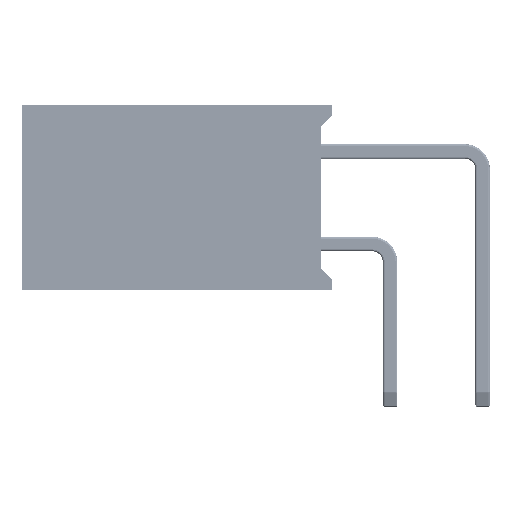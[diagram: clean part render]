
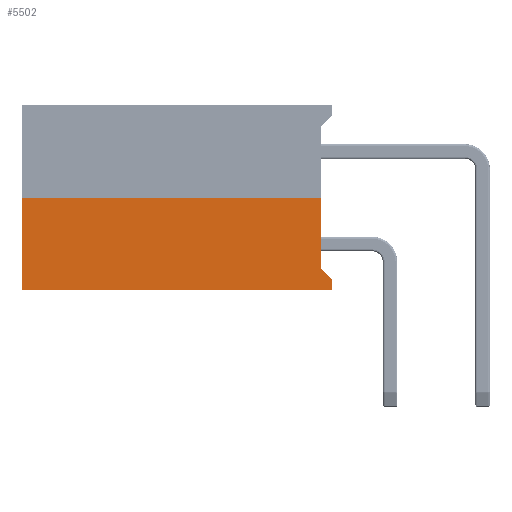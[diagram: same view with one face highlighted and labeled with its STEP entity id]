
A CAD part, left-side view. The second image highlights one B-rep face of the part: STEP entity #5502.
In plain terms, the highlighted planar face has unit normal (-1, 0, 0).
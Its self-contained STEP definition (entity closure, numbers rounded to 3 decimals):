
#467=PLANE('',#6081);
#718=FACE_OUTER_BOUND('',#1045,.T.);
#1045=EDGE_LOOP('',(#4223,#4224,#4225,#4226,#4227,#4228));
#1407=LINE('',#9213,#1791);
#1411=LINE('',#9220,#1795);
#1422=LINE('',#9244,#1806);
#1425=LINE('',#9250,#1809);
#1426=LINE('',#9252,#1810);
#1427=LINE('',#9253,#1811);
#1791=VECTOR('',#7374,10.);
#1795=VECTOR('',#7380,10.);
#1806=VECTOR('',#7403,10.);
#1809=VECTOR('',#7408,10.);
#1810=VECTOR('',#7409,10.);
#1811=VECTOR('',#7410,10.);
#2495=VERTEX_POINT('',#9210);
#2496=VERTEX_POINT('',#9212);
#2498=VERTEX_POINT('',#9218);
#2505=VERTEX_POINT('',#9243);
#2507=VERTEX_POINT('',#9249);
#2508=VERTEX_POINT('',#9251);
#3079=EDGE_CURVE('',#2495,#2496,#1407,.T.);
#3083=EDGE_CURVE('',#2495,#2498,#1411,.T.);
#3096=EDGE_CURVE('',#2505,#2496,#1422,.T.);
#3099=EDGE_CURVE('',#2498,#2507,#1425,.T.);
#3100=EDGE_CURVE('',#2508,#2507,#1426,.T.);
#3101=EDGE_CURVE('',#2505,#2508,#1427,.T.);
#4223=ORIENTED_EDGE('',*,*,#3083,.T.);
#4224=ORIENTED_EDGE('',*,*,#3099,.T.);
#4225=ORIENTED_EDGE('',*,*,#3100,.F.);
#4226=ORIENTED_EDGE('',*,*,#3101,.F.);
#4227=ORIENTED_EDGE('',*,*,#3096,.T.);
#4228=ORIENTED_EDGE('',*,*,#3079,.F.);
#5502=ADVANCED_FACE('',(#718),#467,.T.);
#6081=AXIS2_PLACEMENT_3D('',#9248,#7406,#7407);
#7374=DIRECTION('',(0.,-0.707,-0.707));
#7380=DIRECTION('',(0.,0.,1.));
#7403=DIRECTION('',(0.,0.,1.));
#7406=DIRECTION('center_axis',(-1.,0.,0.));
#7407=DIRECTION('ref_axis',(0.,0.,
1.));
#7408=DIRECTION('',(0.,1.,0.));
#7409=DIRECTION('',(0.,0.,1.));
#7410=DIRECTION('',(0.,1.,0.));
#9210=CARTESIAN_POINT('',(-1.27,1.9,0.6));
#9212=CARTESIAN_POINT('',(-1.27,1.6,0.3));
#9213=CARTESIAN_POINT('',(-1.27,1.6,0.3));
#9218=CARTESIAN_POINT('',(-1.27,1.9,2.54));
#9220=CARTESIAN_POINT('',(-1.27,1.9,0.635));
#9243=CARTESIAN_POINT('',(-1.27,1.6,0.));
#9244=CARTESIAN_POINT('',(-1.27,1.6,0.));
#9248=CARTESIAN_POINT('Origin',(-1.27,1.6,0.));
#9249=CARTESIAN_POINT('',(-1.27,10.1,2.54));
#9250=CARTESIAN_POINT('',(-1.27,1.6,2.54));
#9251=CARTESIAN_POINT('',(-1.27,10.1,0.));
#9252=CARTESIAN_POINT('',(-1.27,10.1,0.));
#9253=CARTESIAN_POINT('',(-1.27,1.6,0.));
